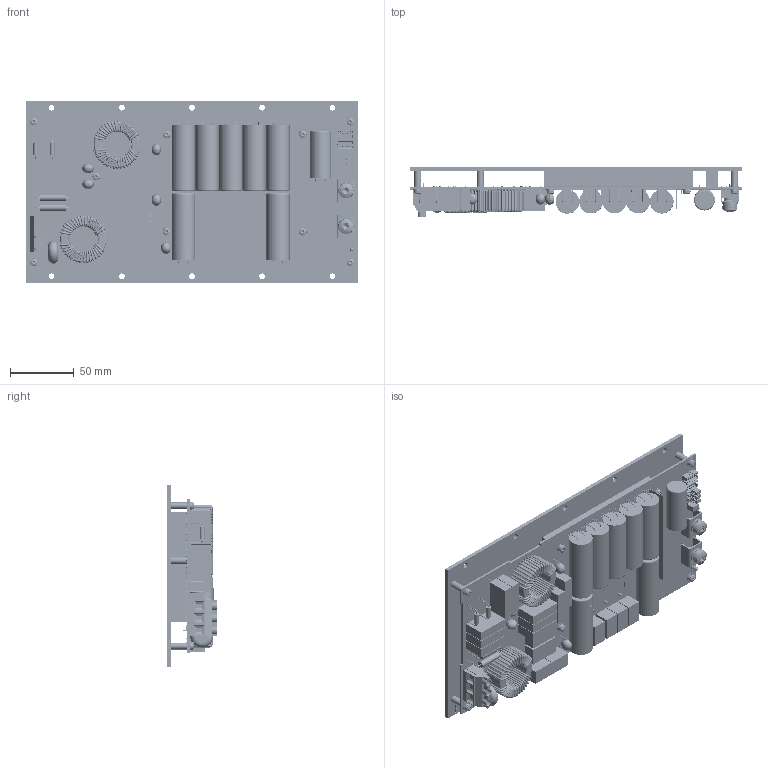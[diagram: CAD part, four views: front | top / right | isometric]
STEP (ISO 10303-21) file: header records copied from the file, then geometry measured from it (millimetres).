
FILE_DESCRIPTION (( 'STEP AP214' ), '1' );
FILE_NAME ('OFI1200AXX.STEP', '2022-01-14T09:37:24', ( '' ), ( '' ), 'SwSTEP 2.0', 'SolidWorks 2022', '' );
FILE_SCHEMA (( 'AUTOMOTIVE_DESIGN' ));
Length unit declared in the file: millimetre
Products named in the file (1): OFI1200AXX
Bounding box: 260 x 39.14 x 142 mm (x, y, z)
Volume: 501090.9 mm3; surface area: 277771.9 mm2
Topology: 97 solids, 98 shells, 3891 faces, 9271 edges, 5795 vertices
Faces by surface type: plane 2029, cylinder 1197, torus 340, cone 296, sphere 23, bspline 6
Full cylindrical faces by diameter (mm): 0.35 x20, 0.45 x17, 0.457 x1, 0.5 x11, 0.55 x12, 0.6 x44, 0.65 x3, 0.75 x20, 0.8 x56, 0.9 x8, 1 x54, 1.2 x3, 1.25 x9, 1.3 x3, 1.5 x276, 1.65 x5, 1.75 x4, 2 x9, 2.454 x54, 2.5 x7, 2.997 x1, 3 x48, 3.5 x4, 3.8 x6, 3.9 x2, 4.5 x10, 5 x7, 5.2 x3, 5.4 x10, 5.6 x6
Entity records: 150698 total; most frequent: CARTESIAN_POINT 21148, DIRECTION 17605, ORIENTED_EDGE 15850, EDGE_CURVE 7925, AXIS2_PLACEMENT_3D 6315, EDGE_LOOP 5719, VERTEX_POINT 5656, LINE 4975
